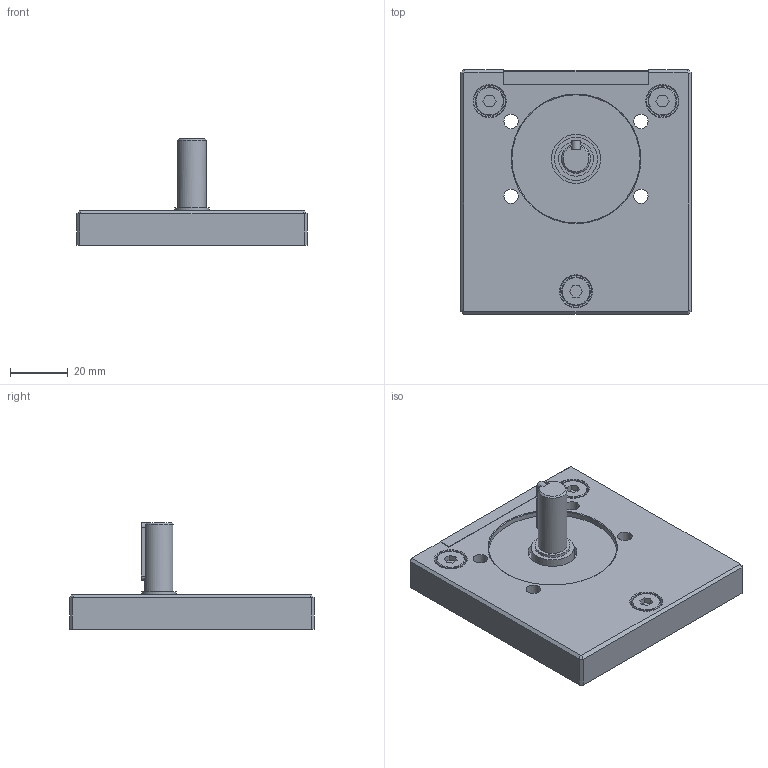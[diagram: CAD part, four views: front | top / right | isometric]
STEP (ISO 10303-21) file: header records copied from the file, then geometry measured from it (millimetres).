
FILE_DESCRIPTION( ( 'Unknown' ), '1' );
FILE_NAME( 'SDM20-80 Beam_SDM20-80160510-copy.stp', 'Unknown', ( 'Unknown' ), ( 'Unknown' ), 'XStep 1.0', 'Unknown', ' ' );
FILE_SCHEMA( ( 'automotive_design' ) );
Length unit declared in the file: millimetre
Products named in the file (1): SDM20-80 Beam_SDM20-80160510
Bounding box: 80 x 85 x 37 mm (x, y, z)
Volume: 78951 mm3; surface area: 21324.2 mm2
Topology: 1 solids, 1 shells, 115 faces, 269 edges, 177 vertices
Faces by surface type: plane 86, cylinder 21, cone 8
Full cylindrical faces by diameter (mm): 5 x4, 7.5 x2, 8 x2, 10 x4, 11 x3, 12 x1, 15 x1, 17 x1, 44.5 x1
Entity records: 3996 total; most frequent: CARTESIAN_POINT 543, DIRECTION 510, ORIENTED_EDGE 462, EDGE_CURVE 231, LINE 178, VECTOR 178, EDGE_LOOP 170, AXIS2_PLACEMENT_3D 166
